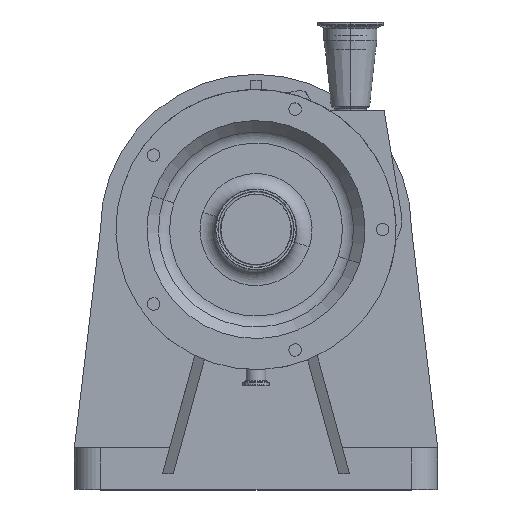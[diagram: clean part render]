
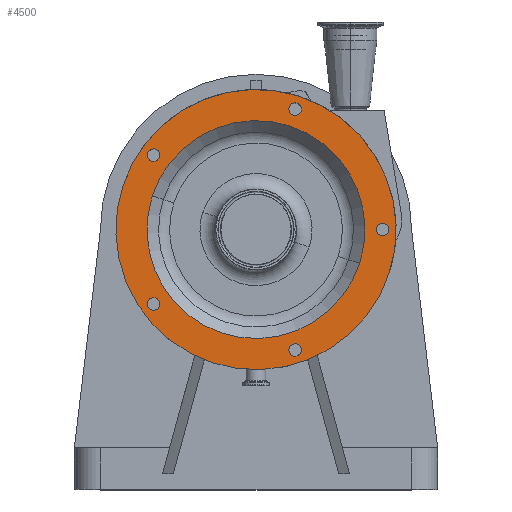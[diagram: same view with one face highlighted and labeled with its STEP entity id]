
A CAD part, top view. The second image highlights one B-rep face of the part: STEP entity #4500.
In plain terms, the highlighted planar face has unit normal (0, 0, 1).
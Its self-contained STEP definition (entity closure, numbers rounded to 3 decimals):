
#6 = DIRECTION ( 'NONE',  ( 0., -1., 0. ) ) ;
#7 = DIRECTION ( 'NONE',  ( 0., 0., 1. ) ) ;
#8 = AXIS2_PLACEMENT_3D ( 'NONE', #35, #7, #6 ) ;
#35 = CARTESIAN_POINT ( 'NONE',  ( 122., 0., 284. ) ) ;
#40 = CIRCLE ( 'NONE', #8, 6. ) ;
#183 = CARTESIAN_POINT ( 'NONE',  ( -102.227, -66.856, 284. ) ) ;
#191 = CARTESIAN_POINT ( 'NONE',  ( 43.406, -114.175, 284. ) ) ;
#202 = CARTESIAN_POINT ( 'NONE',  ( -95.173, -76.564, 284. ) ) ;
#259 = CIRCLE ( 'NONE', #297, 6. ) ;
#280 = CARTESIAN_POINT ( 'NONE',  ( 122., 6., 284. ) ) ;
#283 = DIRECTION ( 'NONE',  ( -0.951, -0.309, 0. ) ) ;
#284 = DIRECTION ( 'NONE',  ( 0., 0., 1. ) ) ;
#287 = CARTESIAN_POINT ( 'NONE',  ( 122., -6., 284. ) ) ;
#296 = CARTESIAN_POINT ( 'NONE',  ( 37.7, -116.029, 284. ) ) ;
#297 = AXIS2_PLACEMENT_3D ( 'NONE', #296, #284, #283 ) ;
#306 = CARTESIAN_POINT ( 'NONE',  ( 31.994, -117.883, 284. ) ) ;
#342 = DIRECTION ( 'NONE',  ( 0.951, -0.309, 0. ) ) ;
#343 = DIRECTION ( 'NONE',  ( 0., 0., 1. ) ) ;
#344 = AXIS2_PLACEMENT_3D ( 'NONE', #348, #343, #342 ) ;
#348 = CARTESIAN_POINT ( 'NONE',  ( 0., 0., 284. ) ) ;
#351 = CIRCLE ( 'NONE', #344, 135. ) ;
#354 = CARTESIAN_POINT ( 'NONE',  ( -128.393, 41.717, 284. ) ) ;
#361 = DIRECTION ( 'NONE',  ( -0.588, 0.809, 0. ) ) ;
#362 = DIRECTION ( 'NONE',  ( 0., 0., 1. ) ) ;
#363 = AXIS2_PLACEMENT_3D ( 'NONE', #370, #362, #361 ) ;
#364 = CIRCLE ( 'NONE', #363, 6. ) ;
#370 = CARTESIAN_POINT ( 'NONE',  ( -98.7, -71.71, 284. ) ) ;
#516 = DIRECTION ( 'NONE',  ( 0.588, 0.809, 0. ) ) ;
#517 = DIRECTION ( 'NONE',  ( 0., 0., 1. ) ) ;
#518 = AXIS2_PLACEMENT_3D ( 'NONE', #678, #517, #516 ) ;
#521 = DIRECTION ( 'NONE',  ( -0.588, 0.809, 0. ) ) ;
#522 = DIRECTION ( 'NONE',  ( 0., 0., 1. ) ) ;
#647 = PLANE ( 'NONE',  #685 ) ;
#648 = FACE_BOUND ( 'NONE', #4505, .T. ) ;
#653 = FACE_BOUND ( 'NONE', #4506, .T. ) ;
#654 = AXIS2_PLACEMENT_3D ( 'NONE', #683, #522, #521 ) ;
#678 = CARTESIAN_POINT ( 'NONE',  ( -98.7, 71.71, 284. ) ) ;
#680 = DIRECTION ( 'NONE',  ( -0.951, -0.309, 0. ) ) ;
#681 = DIRECTION ( 'NONE',  ( 0., 0., 1. ) ) ;
#683 = CARTESIAN_POINT ( 'NONE',  ( -98.7, -71.71, 284. ) ) ;
#684 = CARTESIAN_POINT ( 'NONE',  ( 37.7, -116.029, 284. ) ) ;
#685 = AXIS2_PLACEMENT_3D ( 'NONE', #700, #694, #690 ) ;
#686 = CIRCLE ( 'NONE', #518, 6. ) ;
#687 = CIRCLE ( 'NONE', #654, 6. ) ;
#688 = FACE_BOUND ( 'NONE', #4668, .T. ) ;
#689 = FACE_OUTER_BOUND ( 'NONE', #4664, .T. ) ;
#690 = DIRECTION ( 'NONE',  ( -0.951, 0.309, 0. ) ) ;
#694 = DIRECTION ( 'NONE',  ( 0., 0., -1. ) ) ;
#695 = FACE_BOUND ( 'NONE', #4503, .T. ) ;
#699 = FACE_BOUND ( 'NONE', #4680, .T. ) ;
#700 = CARTESIAN_POINT ( 'NONE',  ( 12.052, 37.091, 284. ) ) ;
#701 = FACE_BOUND ( 'NONE', #4686, .T. ) ;
#705 = CIRCLE ( 'NONE', #706, 6. ) ;
#706 = AXIS2_PLACEMENT_3D ( 'NONE', #684, #681, #680 ) ;
#806 = DIRECTION ( 'NONE',  ( 0., -1., 0. ) ) ;
#807 = DIRECTION ( 'NONE',  ( 0., 0., 1. ) ) ;
#808 = AXIS2_PLACEMENT_3D ( 'NONE', #829, #807, #806 ) ;
#809 = CIRCLE ( 'NONE', #808, 6. ) ;
#815 = DIRECTION ( 'NONE',  ( 0.951, -0.309, 0. ) ) ;
#816 = DIRECTION ( 'NONE',  ( 0., 0., 1. ) ) ;
#817 = AXIS2_PLACEMENT_3D ( 'NONE', #824, #816, #815 ) ;
#818 = CIRCLE ( 'NONE', #817, 105. ) ;
#820 = DIRECTION ( 'NONE',  ( 0.951, -0.309, 0. ) ) ;
#821 = DIRECTION ( 'NONE',  ( 0., 0., 1. ) ) ;
#822 = CARTESIAN_POINT ( 'NONE',  ( 37.7, 116.029, 284. ) ) ;
#823 = AXIS2_PLACEMENT_3D ( 'NONE', #822, #821, #820 ) ;
#824 = CARTESIAN_POINT ( 'NONE',  ( 0., 0., 284. ) ) ;
#829 = CARTESIAN_POINT ( 'NONE',  ( 122., 0., 284. ) ) ;
#831 = CIRCLE ( 'NONE', #823, 6. ) ;
#1099 = DIRECTION ( 'NONE',  ( 0.951, -0.309, 0. ) ) ;
#1100 = DIRECTION ( 'NONE',  ( 0., 0., 1. ) ) ;
#1101 = AXIS2_PLACEMENT_3D ( 'NONE', #1111, #1100, #1099 ) ;
#1109 = CIRCLE ( 'NONE', #1101, 135. ) ;
#1111 = CARTESIAN_POINT ( 'NONE',  ( 0., 0., 284. ) ) ;
#2629 = CARTESIAN_POINT ( 'NONE',  ( 128.393, -41.717, 284. ) ) ;
#3870 = VERTEX_POINT ( 'NONE', #7687 ) ;
#3871 = VERTEX_POINT ( 'NONE', #7686 ) ;
#3873 = VERTEX_POINT ( 'NONE', #7711 ) ;
#3875 = EDGE_CURVE ( 'NONE', #3873, #3878, #7684, .T. ) ;
#3878 = VERTEX_POINT ( 'NONE', #7679 ) ;
#4019 = VERTEX_POINT ( 'NONE', #7989 ) ;
#4025 = VERTEX_POINT ( 'NONE', #7853 ) ;
#4026 = EDGE_CURVE ( 'NONE', #4019, #4025, #7847, .T. ) ;
#4043 = EDGE_CURVE ( 'NONE', #3871, #3870, #7836, .T. ) ;
#4188 = VERTEX_POINT ( 'NONE', #2629 ) ;
#4263 = EDGE_CURVE ( 'NONE', #4314, #4312, #40, .T. ) ;
#4278 = VERTEX_POINT ( 'NONE', #183 ) ;
#4279 = VERTEX_POINT ( 'NONE', #191 ) ;
#4280 = VERTEX_POINT ( 'NONE', #202 ) ;
#4311 = EDGE_CURVE ( 'NONE', #4279, #4369, #259, .T. ) ;
#4312 = VERTEX_POINT ( 'NONE', #287 ) ;
#4314 = VERTEX_POINT ( 'NONE', #280 ) ;
#4326 = VERTEX_POINT ( 'NONE', #354 ) ;
#4330 = EDGE_CURVE ( 'NONE', #4188, #4326, #351, .T. ) ;
#4369 = VERTEX_POINT ( 'NONE', #306 ) ;
#4376 = EDGE_CURVE ( 'NONE', #4280, #4278, #364, .T. ) ;
#4500 = ADVANCED_FACE ( 'NONE', ( #699, #701, #695, #653, #648, #689, #688 ), #647, .F. ) ;
#4501 = ORIENTED_EDGE ( 'NONE', *, *, #4502, .F. ) ;
#4502 = EDGE_CURVE ( 'NONE', #4369, #4279, #705, .T. ) ;
#4503 = EDGE_LOOP ( 'NONE', ( #4659, #4509 ) ) ;
#4504 = EDGE_CURVE ( 'NONE', #4278, #4280, #687, .T. ) ;
#4505 = EDGE_LOOP ( 'NONE', ( #4508, #4670 ) ) ;
#4506 = EDGE_LOOP ( 'NONE', ( #4683, #4663 ) ) ;
#4507 = EDGE_CURVE ( 'NONE', #4025, #4019, #686, .T. ) ;
#4508 = ORIENTED_EDGE ( 'NONE', *, *, #4667, .F. ) ;
#4509 = ORIENTED_EDGE ( 'NONE', *, *, #4376, .F. ) ;
#4659 = ORIENTED_EDGE ( 'NONE', *, *, #4504, .F. ) ;
#4663 = ORIENTED_EDGE ( 'NONE', *, *, #4026, .F. ) ;
#4664 = EDGE_LOOP ( 'NONE', ( #4665, #4673 ) ) ;
#4665 = ORIENTED_EDGE ( 'NONE', *, *, #4330, .T. ) ;
#4667 = EDGE_CURVE ( 'NONE', #3870, #3871, #831, .T. ) ;
#4668 = EDGE_LOOP ( 'NONE', ( #4672, #4669 ) ) ;
#4669 = ORIENTED_EDGE ( 'NONE', *, *, #3875, .F. ) ;
#4670 = ORIENTED_EDGE ( 'NONE', *, *, #4043, .F. ) ;
#4672 = ORIENTED_EDGE ( 'NONE', *, *, #4674, .F. ) ;
#4673 = ORIENTED_EDGE ( 'NONE', *, *, #4842, .T. ) ;
#4674 = EDGE_CURVE ( 'NONE', #3878, #3873, #818, .T. ) ;
#4677 = ORIENTED_EDGE ( 'NONE', *, *, #4685, .F. ) ;
#4679 = ORIENTED_EDGE ( 'NONE', *, *, #4263, .F. ) ;
#4680 = EDGE_LOOP ( 'NONE', ( #4677, #4679 ) ) ;
#4683 = ORIENTED_EDGE ( 'NONE', *, *, #4507, .F. ) ;
#4685 = EDGE_CURVE ( 'NONE', #4312, #4314, #809, .T. ) ;
#4686 = EDGE_LOOP ( 'NONE', ( #4501, #4687 ) ) ;
#4687 = ORIENTED_EDGE ( 'NONE', *, *, #4311, .F. ) ;
#4842 = EDGE_CURVE ( 'NONE', #4326, #4188, #1109, .T. ) ;
#7679 = CARTESIAN_POINT ( 'NONE',  ( 99.861, -32.447, 284. ) ) ;
#7683 = AXIS2_PLACEMENT_3D ( 'NONE', #7746, #7745, #7744 ) ;
#7684 = CIRCLE ( 'NONE', #7683, 105. ) ;
#7686 = CARTESIAN_POINT ( 'NONE',  ( 31.994, 117.883, 284. ) ) ;
#7687 = CARTESIAN_POINT ( 'NONE',  ( 43.406, 114.175, 284. ) ) ;
#7711 = CARTESIAN_POINT ( 'NONE',  ( -99.861, 32.447, 284. ) ) ;
#7744 = DIRECTION ( 'NONE',  ( 0.951, -0.309, 0. ) ) ;
#7745 = DIRECTION ( 'NONE',  ( 0., 0., 1. ) ) ;
#7746 = CARTESIAN_POINT ( 'NONE',  ( 0., 0., 284. ) ) ;
#7836 = CIRCLE ( 'NONE', #7918, 6. ) ;
#7843 = DIRECTION ( 'NONE',  ( 0.588, 0.809, 0. ) ) ;
#7844 = DIRECTION ( 'NONE',  ( 0., 0., 1. ) ) ;
#7845 = CARTESIAN_POINT ( 'NONE',  ( -98.7, 71.71, 284. ) ) ;
#7846 = AXIS2_PLACEMENT_3D ( 'NONE', #7845, #7844, #7843 ) ;
#7847 = CIRCLE ( 'NONE', #7846, 6. ) ;
#7853 = CARTESIAN_POINT ( 'NONE',  ( -95.173, 76.564, 284. ) ) ;
#7906 = DIRECTION ( 'NONE',  ( 0.951, -0.309, 0. ) ) ;
#7907 = DIRECTION ( 'NONE',  ( 0., 0., 1. ) ) ;
#7912 = CARTESIAN_POINT ( 'NONE',  ( 37.7, 116.029, 284. ) ) ;
#7918 = AXIS2_PLACEMENT_3D ( 'NONE', #7912, #7907, #7906 ) ;
#7989 = CARTESIAN_POINT ( 'NONE',  ( -102.227, 66.856, 284. ) ) ;
